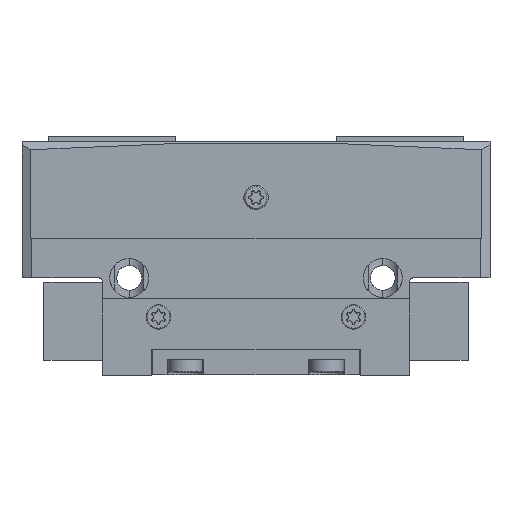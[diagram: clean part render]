
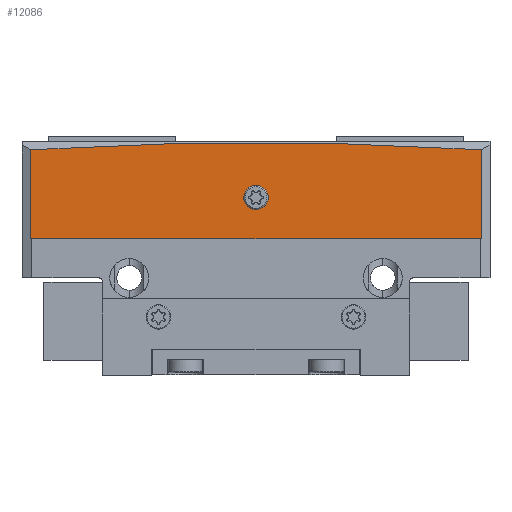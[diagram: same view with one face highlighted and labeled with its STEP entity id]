
A CAD part, front view. The second image highlights one B-rep face of the part: STEP entity #12086.
In plain terms, the highlighted face is planar.
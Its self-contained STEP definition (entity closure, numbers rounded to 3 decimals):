
#67 = LINE ( 'NONE', #19122, #2752 ) ;
#649 = LINE ( 'NONE', #6876, #22850 ) ;
#763 = AXIS2_PLACEMENT_3D ( 'NONE', #3308, #1477, #22370 ) ;
#1067 = FACE_OUTER_BOUND ( 'NONE', #23548, .T. ) ;
#1263 = AXIS2_PLACEMENT_3D ( 'NONE', #11803, #14067, #7966 ) ;
#1477 = DIRECTION ( 'NONE',  ( 0., 0., -1. ) ) ;
#2000 = ORIENTED_EDGE ( 'NONE', *, *, #22311, .T. ) ;
#2752 = VECTOR ( 'NONE', #23220, 1000. ) ;
#2952 = VERTEX_POINT ( 'NONE', #8140 ) ;
#3308 = CARTESIAN_POINT ( 'NONE',  ( 0., 36.5, -20.9 ) ) ;
#3723 = LINE ( 'NONE', #27858, #20337 ) ;
#3805 = CARTESIAN_POINT ( 'NONE',  ( 2.378, 35.727, -20.9 ) ) ;
#4147 = LINE ( 'NONE', #27867, #24110 ) ;
#4494 = VERTEX_POINT ( 'NONE', #16059 ) ;
#4505 = CARTESIAN_POINT ( 'NONE',  ( -15.92, 47.6, -20.9 ) ) ;
#5322 = VERTEX_POINT ( 'NONE', #5539 ) ;
#5425 = EDGE_CURVE ( 'NONE', #14813, #8627, #9025, .T. ) ;
#5539 = CARTESIAN_POINT ( 'NONE',  ( -46.173, 28., -20.9 ) ) ;
#6876 = CARTESIAN_POINT ( 'NONE',  ( 2.064, 48.193, -20.9 ) ) ;
#7624 = VECTOR ( 'NONE', #21158, 1000. ) ;
#7966 = DIRECTION ( 'NONE',  ( -1., 0., 0. ) ) ;
#8140 = CARTESIAN_POINT ( 'NONE',  ( 15.92, 47.6, -20.9 ) ) ;
#8627 = VERTEX_POINT ( 'NONE', #21897 ) ;
#8629 = LINE ( 'NONE', #13427, #12134 ) ;
#9025 = CIRCLE ( 'NONE', #25281, 2.5 ) ;
#9452 = ORIENTED_EDGE ( 'NONE', *, *, #16417, .T. ) ;
#10424 = CARTESIAN_POINT ( 'NONE',  ( 46.173, 48., -20.9 ) ) ;
#10846 = EDGE_CURVE ( 'NONE', #20894, #13552, #67, .T. ) ;
#10889 = DIRECTION ( 'NONE',  ( -1., 0., 0. ) ) ;
#11803 = CARTESIAN_POINT ( 'NONE',  ( 48., 48., -20.9 ) ) ;
#11865 = ORIENTED_EDGE ( 'NONE', *, *, #22817, .F. ) ;
#12086 = ADVANCED_FACE ( 'NONE', ( #18709, #1067 ), #27321, .T. ) ;
#12134 = VECTOR ( 'NONE', #10889, 1000. ) ;
#12540 = LINE ( 'NONE', #10424, #7624 ) ;
#13427 = CARTESIAN_POINT ( 'NONE',  ( 48., 28., -20.9 ) ) ;
#13552 = VERTEX_POINT ( 'NONE', #4505 ) ;
#13789 = DIRECTION ( 'NONE',  ( 0.999, -0.043, 0. ) ) ;
#13872 = CARTESIAN_POINT ( 'NONE',  ( -46.173, 46.304, -20.9 ) ) ;
#13970 = VERTEX_POINT ( 'NONE', #15067 ) ;
#14067 = DIRECTION ( 'NONE',  ( 0., 0., -1. ) ) ;
#14813 = VERTEX_POINT ( 'NONE', #3805 ) ;
#14941 = ORIENTED_EDGE ( 'NONE', *, *, #26367, .T. ) ;
#15067 = CARTESIAN_POINT ( 'NONE',  ( 46.173, 46.304, -20.9 ) ) ;
#16059 = CARTESIAN_POINT ( 'NONE',  ( 46.173, 28., -20.9 ) ) ;
#16341 = DIRECTION ( 'NONE',  ( 0., 1., 0. ) ) ;
#16417 = EDGE_CURVE ( 'NONE', #13970, #4494, #12540, .T. ) ;
#16693 = DIRECTION ( 'NONE',  ( -1., 0., 0. ) ) ;
#17967 = EDGE_CURVE ( 'NONE', #2952, #13552, #3723, .T. ) ;
#18185 = ORIENTED_EDGE ( 'NONE', *, *, #20573, .T. ) ;
#18709 = FACE_BOUND ( 'NONE', #23468, .T. ) ;
#19122 = CARTESIAN_POINT ( 'NONE',  ( -2.064, 48.193, -20.9 ) ) ;
#20337 = VECTOR ( 'NONE', #25322, 1000. ) ;
#20573 = EDGE_CURVE ( 'NONE', #5322, #20894, #4147, .T. ) ;
#20894 = VERTEX_POINT ( 'NONE', #13872 ) ;
#21158 = DIRECTION ( 'NONE',  ( 0., -1., 0. ) ) ;
#21897 = CARTESIAN_POINT ( 'NONE',  ( -2.5, 36.5, -20.9 ) ) ;
#22311 = EDGE_CURVE ( 'NONE', #2952, #13970, #649, .T. ) ;
#22370 = DIRECTION ( 'NONE',  ( -1., 0., 0. ) ) ;
#22817 = EDGE_CURVE ( 'NONE', #8627, #14813, #25579, .T. ) ;
#22850 = VECTOR ( 'NONE', #13789, 1000. ) ;
#23180 = DIRECTION ( 'NONE',  ( 0., 0., -1. ) ) ;
#23220 = DIRECTION ( 'NONE',  ( 0.999, 0.043, 0. ) ) ;
#23468 = EDGE_LOOP ( 'NONE', ( #24955, #11865 ) ) ;
#23548 = EDGE_LOOP ( 'NONE', ( #9452, #14941, #18185, #27505, #25930, #2000 ) ) ;
#24110 = VECTOR ( 'NONE', #16341, 1000. ) ;
#24955 = ORIENTED_EDGE ( 'NONE', *, *, #5425, .F. ) ;
#25281 = AXIS2_PLACEMENT_3D ( 'NONE', #27835, #23180, #16693 ) ;
#25322 = DIRECTION ( 'NONE',  ( -1., 0., 0. ) ) ;
#25579 = CIRCLE ( 'NONE', #763, 2.5 ) ;
#25930 = ORIENTED_EDGE ( 'NONE', *, *, #17967, .F. ) ;
#26367 = EDGE_CURVE ( 'NONE', #4494, #5322, #8629, .T. ) ;
#27321 = PLANE ( 'NONE',  #1263 ) ;
#27505 = ORIENTED_EDGE ( 'NONE', *, *, #10846, .T. ) ;
#27835 = CARTESIAN_POINT ( 'NONE',  ( 0., 36.5, -20.9 ) ) ;
#27858 = CARTESIAN_POINT ( 'NONE',  ( 48., 47.6, -20.9 ) ) ;
#27867 = CARTESIAN_POINT ( 'NONE',  ( -46.173, 48., -20.9 ) ) ;
